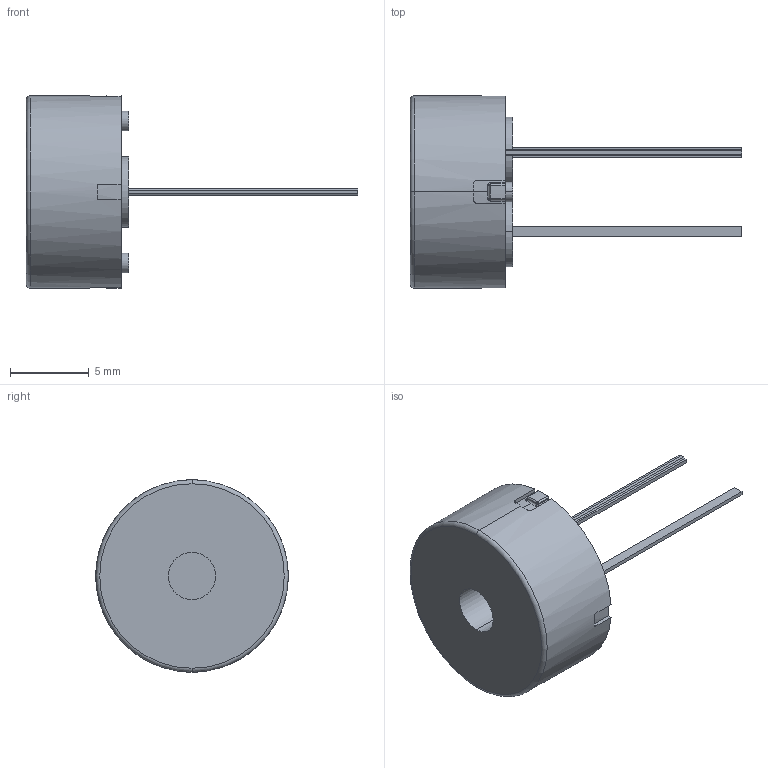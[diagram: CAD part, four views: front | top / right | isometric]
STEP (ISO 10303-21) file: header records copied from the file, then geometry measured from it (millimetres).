
FILE_DESCRIPTION (( 'STEP AP214' ), '1' );
FILE_NAME ('PS1420P02CT.STEP', '2021-08-05T05:42:32', ( '' ), ( '' ), 'SwSTEP 2.0', 'SolidWorks 2018', '' );
FILE_SCHEMA (( 'AUTOMOTIVE_DESIGN' ));
Length unit declared in the file: millimetre
Products named in the file (1): PS1420P02CT
Bounding box: 21 x 12.2 x 12.2 mm (x, y, z)
Volume: 322.9 mm3; surface area: 1121.1 mm2
Topology: 4 solids, 4 shells, 124 faces, 315 edges, 198 vertices
Faces by surface type: plane 65, cylinder 43, torus 8, sphere 4, bspline 4
Entity records: 5354 total; most frequent: CARTESIAN_POINT 918, DIRECTION 635, ORIENTED_EDGE 622, EDGE_CURVE 311, AXIS2_PLACEMENT_3D 227, VERTEX_POINT 198, VECTOR 181, LINE 181
